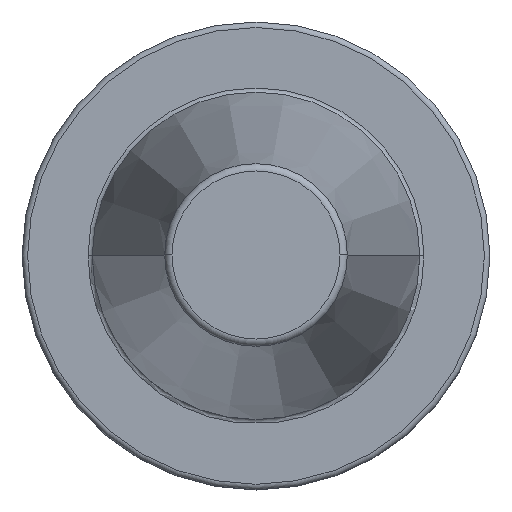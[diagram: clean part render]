
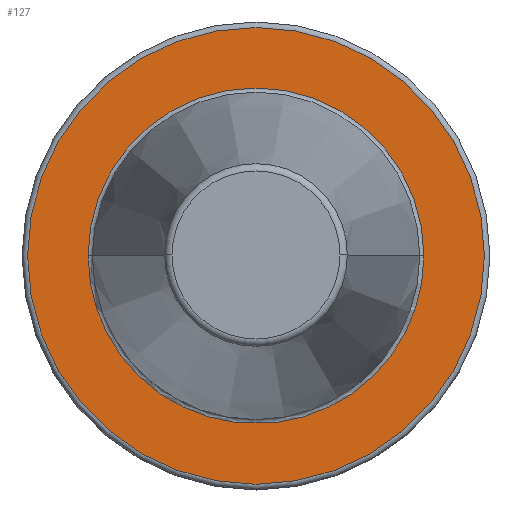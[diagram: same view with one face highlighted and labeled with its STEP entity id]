
A CAD part, top view. The second image highlights one B-rep face of the part: STEP entity #127.
In plain terms, the highlighted planar face has unit normal (0, 0, 1).
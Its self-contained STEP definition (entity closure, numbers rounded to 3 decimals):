
#86=PLANE('',#560);
#94=LINE('',#853,#110);
#110=VECTOR('',#657,1.);
#127=ADVANCED_FACE('',(#172,#173),#86,.F.);
#172=FACE_BOUND('',#184,.T.);
#173=FACE_BOUND('',#185,.T.);
#184=EDGE_LOOP('',(#227));
#185=EDGE_LOOP('',(#228,#229,#230,#231));
#227=ORIENTED_EDGE('',*,*,#403,.F.);
#228=ORIENTED_EDGE('',*,*,#404,.F.);
#229=ORIENTED_EDGE('',*,*,#405,.T.);
#230=ORIENTED_EDGE('',*,*,#406,.T.);
#231=ORIENTED_EDGE('',*,*,#407,.T.);
#363=VERTEX_POINT('',#852);
#364=VERTEX_POINT('',#854);
#365=VERTEX_POINT('',#855);
#366=VERTEX_POINT('',#857);
#367=VERTEX_POINT('',#859);
#403=EDGE_CURVE('',#363,#363,#471,.T.);
#404=EDGE_CURVE('',#364,#365,#94,.T.);
#405=EDGE_CURVE('',#364,#366,#472,.T.);
#406=EDGE_CURVE('',#366,#367,#473,.T.);
#407=EDGE_CURVE('',#367,#365,#474,.T.);
#471=CIRCLE('',#556,31.);
#472=CIRCLE('',#557,22.79);
#473=CIRCLE('',#558,22.79);
#474=CIRCLE('',#559,22.79);
#556=AXIS2_PLACEMENT_3D('',#851,#655,#656);
#557=AXIS2_PLACEMENT_3D('',#856,#658,#659);
#558=AXIS2_PLACEMENT_3D('',#858,#660,#661);
#559=AXIS2_PLACEMENT_3D('',#860,#662,#663);
#560=AXIS2_PLACEMENT_3D('',#861,#664,#665);
#655=DIRECTION('',(0.,0.,-1.));
#656=DIRECTION('',(-1.,0.,0.));
#657=DIRECTION('',(1.,0.,0.));
#658=DIRECTION('',(0.,0.,-1.));
#659=DIRECTION('',(-1.,0.,0.));
#660=DIRECTION('',(0.,0.,-1.));
#661=DIRECTION('',(-1.,0.,0.));
#662=DIRECTION('',(0.,0.,-1.));
#663=DIRECTION('',(-1.,0.,0.));
#664=DIRECTION('',(0.,0.,-1.));
#665=DIRECTION('',(-1.,0.,0.));
#851=CARTESIAN_POINT('',(0.,0.,-3.2));
#852=CARTESIAN_POINT('',(-31.,0.,-3.2));
#853=CARTESIAN_POINT('',(0.,-22.6,-3.2));
#854=CARTESIAN_POINT('',(-2.937,-22.6,-3.2));
#855=CARTESIAN_POINT('',(2.937,-22.6,-3.2));
#856=CARTESIAN_POINT('',(0.,0.,-3.2));
#857=CARTESIAN_POINT('',(-22.79,0.,-3.2));
#858=CARTESIAN_POINT('',(0.,0.,-3.2));
#859=CARTESIAN_POINT('',(22.79,0.,-3.2));
#860=CARTESIAN_POINT('',(0.,0.,-3.2));
#861=CARTESIAN_POINT('',(0.,0.,-3.2));
